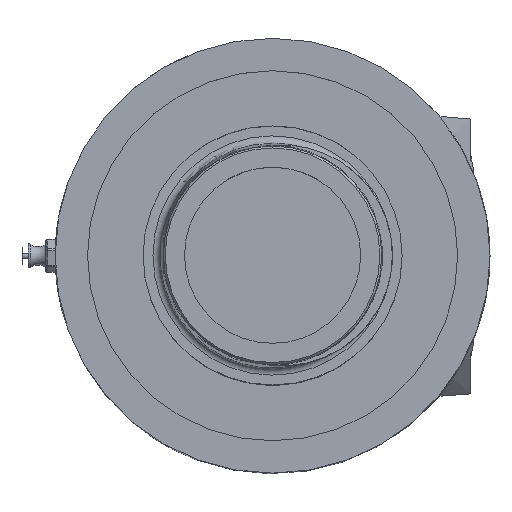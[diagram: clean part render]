
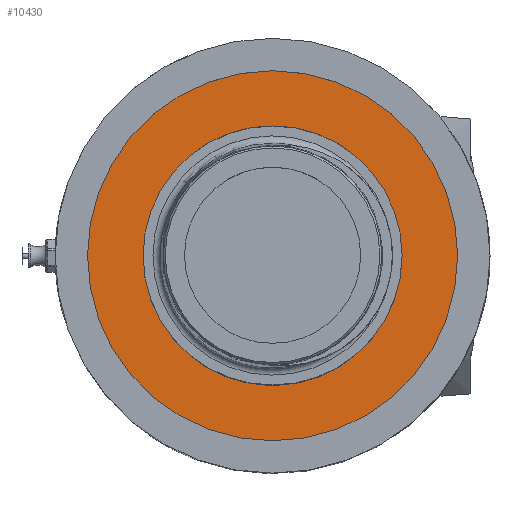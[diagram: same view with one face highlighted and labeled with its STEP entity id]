
A CAD part, top view. The second image highlights one B-rep face of the part: STEP entity #10430.
In plain terms, the highlighted planar face has unit normal (0, 0, 1).
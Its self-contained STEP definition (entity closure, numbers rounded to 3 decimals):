
#398=FACE_BOUND('',#1624,.T.);
#563=PLANE('',#11184);
#995=FACE_OUTER_BOUND('',#1623,.T.);
#1623=EDGE_LOOP('',(#7576));
#1624=EDGE_LOOP('',(#7577));
#2756=CIRCLE('',#11185,50.);
#2757=CIRCLE('',#11186,35.);
#4515=VERTEX_POINT('',#17636);
#4516=VERTEX_POINT('',#17638);
#5691=EDGE_CURVE('',#4515,#4515,#2756,.T.);
#5692=EDGE_CURVE('',#4516,#4516,#2757,.T.);
#7576=ORIENTED_EDGE('',*,*,#5691,.T.);
#7577=ORIENTED_EDGE('',*,*,#5692,.T.);
#10430=ADVANCED_FACE('',(#995,#398),#563,.F.);
#11184=AXIS2_PLACEMENT_3D('',#17635,#12405,#12406);
#11185=AXIS2_PLACEMENT_3D('',#17637,#12407,#12408);
#11186=AXIS2_PLACEMENT_3D('',#17639,#12409,#12410);
#12405=DIRECTION('center_axis',(0.,0.,-1.));
#12406=DIRECTION('ref_axis',(-1.,0.,0.));
#12407=DIRECTION('center_axis',(0.,0.,1.));
#12408=DIRECTION('ref_axis',(-1.,0.,0.));
#12409=DIRECTION('center_axis',(0.,0.,-1.));
#12410=DIRECTION('ref_axis',(-1.,0.,0.));
#17635=CARTESIAN_POINT('Origin',(-15.782,11.968,168.314));
#17636=CARTESIAN_POINT('',(34.218,11.968,168.314));
#17637=CARTESIAN_POINT('Origin',(-15.782,11.968,168.314));
#17638=CARTESIAN_POINT('',(19.218,11.968,168.314));
#17639=CARTESIAN_POINT('Origin',(-15.782,11.968,168.314));
